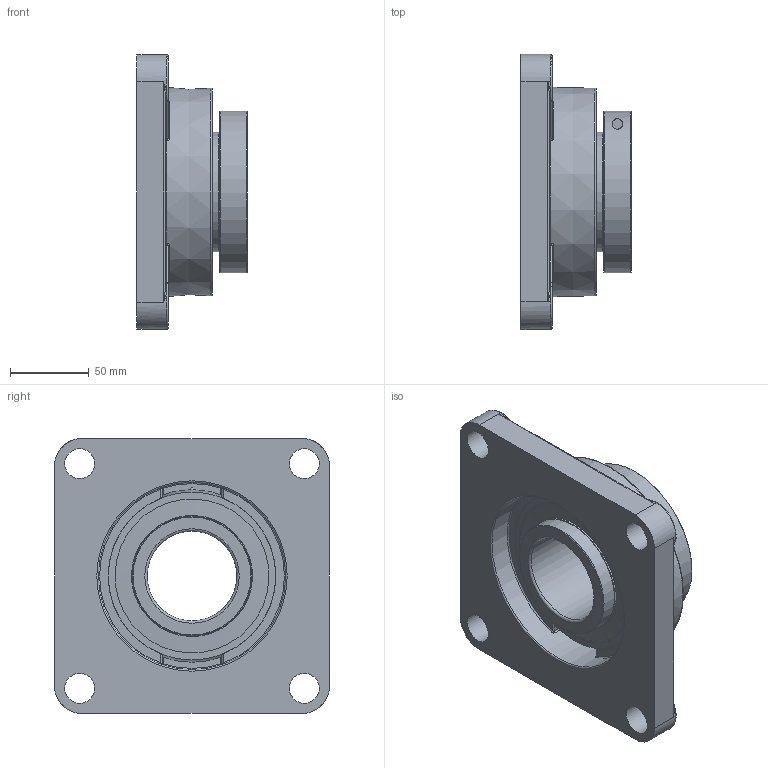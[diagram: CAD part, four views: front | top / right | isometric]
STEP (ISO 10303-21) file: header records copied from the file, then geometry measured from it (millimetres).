
FILE_DESCRIPTION(('HOOPS Exchange Step'),'2;1');
FILE_NAME('export-0F1B5668-810F-4E72-B5BB-E51E7AE8DA16.stp','2020-05-29T08:03:00-07:00',('dkerr'),('Alibre'),'HOOPS Exchange 2020.0','Alibre','Unknown authorisation');
FILE_SCHEMA( ('AP242_MANAGED_MODEL_BASED_3D_ENGINEERING_MIM_LF {1 0 10303 442 1 1 4 }') );
Length unit declared in the file: inch
Products named in the file (8): MRN SFM L4L 212; MRN SUE 212-36 L4L (2.25) (Race); MRN SUE 212 L4L (Ball); MRN SUE 212 L4L (Shield); MRN SUE 212 L4L (Lock Ring); MRN SUE 212 L4L (Bolt); MRN SUE 212-36 L4L (2.25); MRN SUESFM 212-36 L4L (2.250inch)
Assembly tree (8 placements, depth 3):
  MRN SUESFM 212-36 L4L (2.250inch)
    MRN SFM L4L 212
    MRN SUE 212-36 L4L (2.25)
      MRN SUE 212-36 L4L (2.25) (Race)
      MRN SUE 212 L4L (Ball)
      MRN SUE 212 L4L (Shield)  x2
      MRN SUE 212 L4L (Lock Ring)
      MRN SUE 212 L4L (Bolt)
Bounding box: 70.2 x 175 x 175 mm (x, y, z)
Volume: 719592.2 mm3; surface area: 182388.8 mm2
Topology: 17 solids, 17 shells, 290 faces, 771 edges, 476 vertices
Faces by surface type: plane 81, cylinder 78, torus 45, cone 31, bspline 28, sphere 27
Full cylindrical faces by diameter (mm): 6.647 x2, 8.4 x1, 13 x1, 19 x4, 57.15 x1, 76 x4, 77.016 x2, 96 x2, 98 x2, 116.84 x1, 119.38 x1, 120.1 x1
Entity records: 14343 total; most frequent: CARTESIAN_POINT 7332, DIRECTION 1468, ORIENTED_EDGE 1414, EDGE_CURVE 707, AXIS2_PLACEMENT_3D 620, VERTEX_POINT 462, CIRCLE 341, EDGE_LOOP 309
